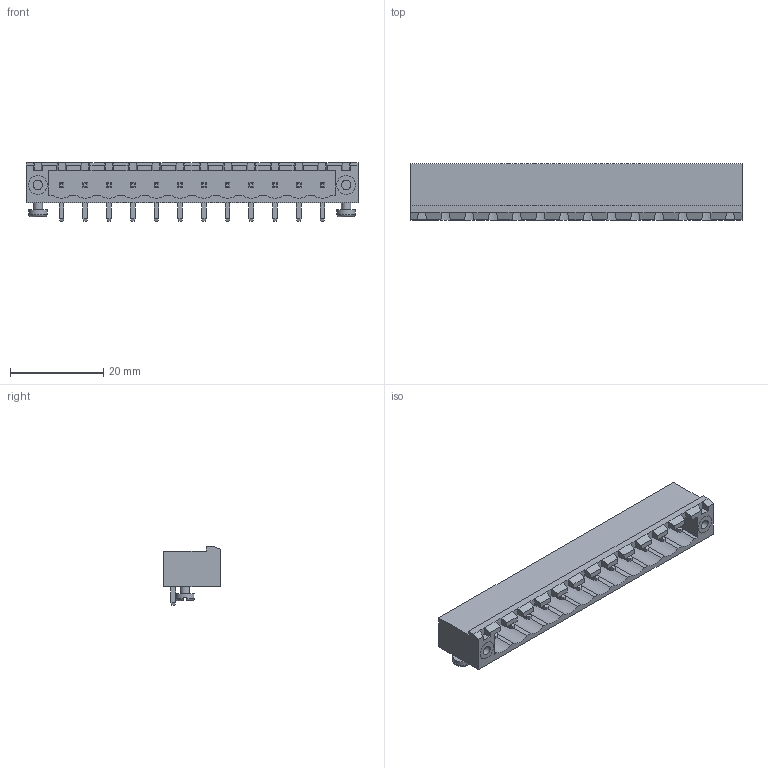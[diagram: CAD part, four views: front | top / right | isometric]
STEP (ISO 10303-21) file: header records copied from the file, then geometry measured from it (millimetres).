
FILE_DESCRIPTION(/* description */ ('model of PhoenixContact_MSTB-GF_12x5.08mm_Angled_ThreadedFlange_MountHole.'),/* implementation_level */ FILE_NAME(/* name */ 'PhoenixContact_MSTB-GF_12x5.08mm_Angled_ThreadedFlange_MountHole..stp',/* time_stamp */ '2017-02-24T01:28:58',/* author */ ('Rene Poeschl',''),/* organization */ (''),/* preprocessor_version */ '',/* originating_system */ '',/* authorisation */ '');
FILE_NAME(/* name */ 'PhoenixContact_MSTB-GF_12x5.08mm_Angled_ThreadedFlange_MountHole..stp',/* time_stamp */ '2017-02-24T01:28:58',/* author */ ('Rene Poeschl',''),/* organization */ (''),/* preprocessor_version */ '',/* originating_system */ '',/* authorisation */ '');
FILE_SCHEMA(('AUTOMOTIVE_DESIGN_CC2 { 1 2 10303 214 -1 1 5 4 }'));
Length unit declared in the file: millimetre
Products named in the file (1): MSTB_01x12_GF_5_08mm_MH
Bounding box: 71.12 x 12 x 12.6 mm (x, y, z)
Volume: 3818 mm3; surface area: 4881 mm2
Topology: 1 solids, 1 shells, 349 faces, 825 edges, 510 vertices
Faces by surface type: plane 327, cylinder 18, torus 4
Full cylindrical faces by diameter (mm): 2 x4, 4 x2
Entity records: 25023 total; most frequent: CARTESIAN_POINT 6083, DIRECTION 2925, LINE 2085, VECTOR 2085, ORIENTED_EDGE 1650, PCURVE 1650, DEFINITIONAL_REPRESENTATION 1650, EDGE_CURVE 825
